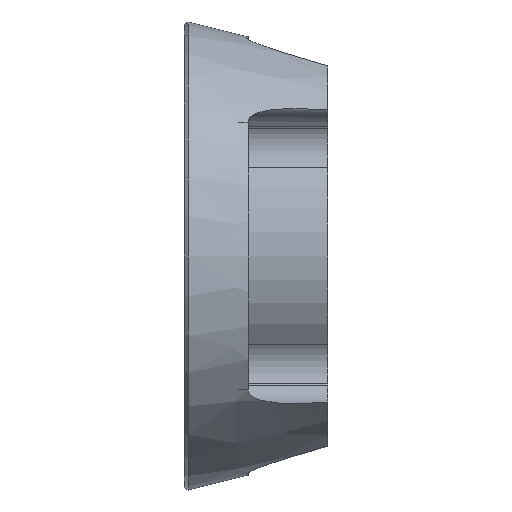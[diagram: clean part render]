
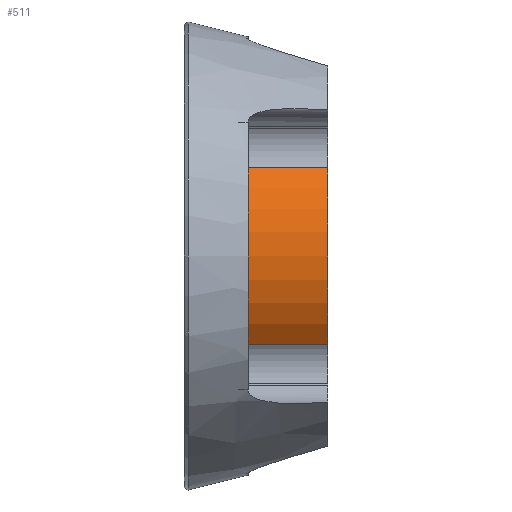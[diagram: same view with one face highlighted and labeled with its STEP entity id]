
A CAD part, front view. The second image highlights one B-rep face of the part: STEP entity #511.
In plain terms, the highlighted cylindrical face has radius 36.5 mm (diameter 73 mm), a partial arc.
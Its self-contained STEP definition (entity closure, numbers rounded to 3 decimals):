
#66 = EDGE_CURVE ( 'NONE', #2539, #2398, #1358, .T. ) ;
#83 = ORIENTED_EDGE ( 'NONE', *, *, #2455, .F. ) ;
#92 = DIRECTION ( 'NONE',  ( 0., 0., -1. ) ) ;
#113 = CARTESIAN_POINT ( 'NONE',  ( -35., -29.004, 22.159 ) ) ;
#191 = CARTESIAN_POINT ( 'NONE',  ( -36., -29.004, -22.159 ) ) ;
#381 = DIRECTION ( 'NONE',  ( 1., 0., 0. ) ) ;
#511 = ADVANCED_FACE ( 'NONE', ( #1167 ), #2308, .T. ) ;
#538 = ORIENTED_EDGE ( 'NONE', *, *, #1488, .T. ) ;
#548 = VERTEX_POINT ( 'NONE', #1537 ) ;
#589 = DIRECTION ( 'NONE',  ( 1., 0., 0. ) ) ;
#621 = ORIENTED_EDGE ( 'NONE', *, *, #997, .F. ) ;
#641 = DIRECTION ( 'NONE',  ( 0., 0., -1. ) ) ;
#750 = CIRCLE ( 'NONE', #1556, 36.5 ) ;
#799 = VECTOR ( 'NONE', #381, 1000. ) ;
#941 = VECTOR ( 'NONE', #2520, 1000. ) ;
#996 = DIRECTION ( 'NONE',  ( 1., 0., 0. ) ) ;
#997 = EDGE_CURVE ( 'NONE', #548, #2398, #1780, .T. ) ;
#1071 = VERTEX_POINT ( 'NONE', #113 ) ;
#1167 = FACE_OUTER_BOUND ( 'NONE', #1321, .T. ) ;
#1321 = EDGE_LOOP ( 'NONE', ( #83, #538, #2840, #621 ) ) ;
#1358 = LINE ( 'NONE', #191, #799 ) ;
#1488 = EDGE_CURVE ( 'NONE', #1071, #2539, #750, .T. ) ;
#1489 = DIRECTION ( 'NONE',  ( 0., 0., -1. ) ) ;
#1537 = CARTESIAN_POINT ( 'NONE',  ( 0., -29.004, 22.159 ) ) ;
#1551 = CARTESIAN_POINT ( 'NONE',  ( -36., 0., 0. ) ) ;
#1556 = AXIS2_PLACEMENT_3D ( 'NONE', #2858, #589, #1489 ) ;
#1651 = CARTESIAN_POINT ( 'NONE',  ( -35., -29.004, -22.159 ) ) ;
#1691 = AXIS2_PLACEMENT_3D ( 'NONE', #1551, #2451, #641 ) ;
#1780 = CIRCLE ( 'NONE', #1992, 36.5 ) ;
#1992 = AXIS2_PLACEMENT_3D ( 'NONE', #2815, #996, #92 ) ;
#2308 = CYLINDRICAL_SURFACE ( 'NONE', #1691, 36.5 ) ;
#2333 = LINE ( 'NONE', #2718, #941 ) ;
#2398 = VERTEX_POINT ( 'NONE', #2505 ) ;
#2451 = DIRECTION ( 'NONE',  ( 1., 0., 0. ) ) ;
#2455 = EDGE_CURVE ( 'NONE', #1071, #548, #2333, .T. ) ;
#2505 = CARTESIAN_POINT ( 'NONE',  ( 0., -29.004, -22.159 ) ) ;
#2520 = DIRECTION ( 'NONE',  ( 1., 0., 0. ) ) ;
#2539 = VERTEX_POINT ( 'NONE', #1651 ) ;
#2718 = CARTESIAN_POINT ( 'NONE',  ( -36., -29.004, 22.159 ) ) ;
#2815 = CARTESIAN_POINT ( 'NONE',  ( 0., 0., 0. ) ) ;
#2840 = ORIENTED_EDGE ( 'NONE', *, *, #66, .T. ) ;
#2858 = CARTESIAN_POINT ( 'NONE',  ( -35., 0., 0. ) ) ;
